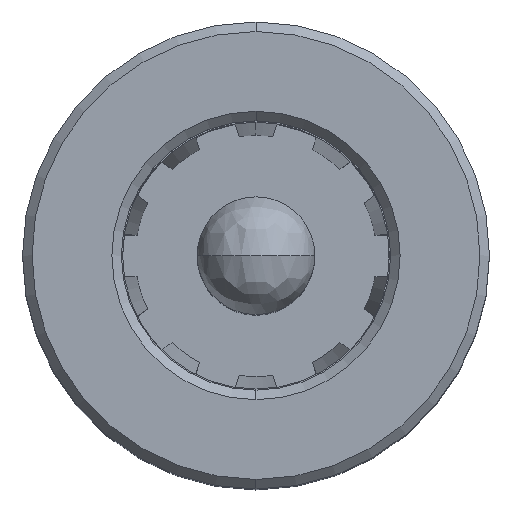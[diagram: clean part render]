
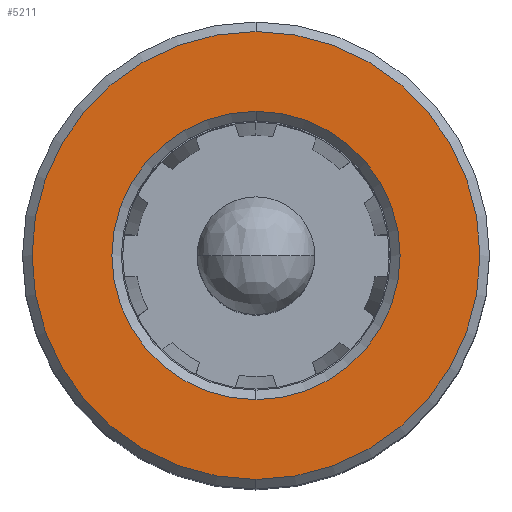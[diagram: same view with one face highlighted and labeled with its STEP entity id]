
A CAD part, top view. The second image highlights one B-rep face of the part: STEP entity #5211.
In plain terms, the highlighted face is planar.
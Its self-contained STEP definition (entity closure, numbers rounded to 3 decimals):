
#54 = VERTEX_POINT ( 'NONE', #5391 ) ;
#100 = EDGE_CURVE ( 'NONE', #54, #1242, #766, .T. ) ;
#114 = DIRECTION ( 'NONE',  ( -1., 0., 0. ) ) ;
#129 = DIRECTION ( 'NONE',  ( 0., 0., 1. ) ) ;
#138 = CARTESIAN_POINT ( 'NONE',  ( 1., 0., 3.025 ) ) ;
#155 = CARTESIAN_POINT ( 'NONE',  ( 1., 2.825, 0. ) ) ;
#175 = ORIENTED_EDGE ( 'NONE', *, *, #100, .T. ) ;
#191 = FACE_BOUND ( 'NONE', #1815, .T. ) ;
#239 = AXIS2_PLACEMENT_3D ( 'NONE', #155, #5896, #5873 ) ;
#451 = EDGE_CURVE ( 'NONE', #3256, #5358, #3309, .T. ) ;
#724 = CARTESIAN_POINT ( 'NONE',  ( 1., 0., 4.7 ) ) ;
#766 = CIRCLE ( 'NONE', #2048, 3.025 ) ;
#977 = DIRECTION ( 'NONE',  ( 0., 0., 1. ) ) ;
#1020 = AXIS2_PLACEMENT_3D ( 'NONE', #3293, #114, #129 ) ;
#1242 = VERTEX_POINT ( 'NONE', #138 ) ;
#1532 = AXIS2_PLACEMENT_3D ( 'NONE', #3348, #6158, #977 ) ;
#1603 = DIRECTION ( 'NONE',  ( 0., 0., 1. ) ) ;
#1631 = EDGE_LOOP ( 'NONE', ( #2593, #4144 ) ) ;
#1815 = EDGE_LOOP ( 'NONE', ( #4150, #175 ) ) ;
#1986 = DIRECTION ( 'NONE',  ( 1., 0., 0. ) ) ;
#2048 = AXIS2_PLACEMENT_3D ( 'NONE', #3092, #1986, #1603 ) ;
#2593 = ORIENTED_EDGE ( 'NONE', *, *, #451, .T. ) ;
#2894 = CIRCLE ( 'NONE', #1532, 3.025 ) ;
#3092 = CARTESIAN_POINT ( 'NONE',  ( 1., 0., 0. ) ) ;
#3256 = VERTEX_POINT ( 'NONE', #4304 ) ;
#3293 = CARTESIAN_POINT ( 'NONE',  ( 1., 0., 0. ) ) ;
#3309 = CIRCLE ( 'NONE', #1020, 4.7 ) ;
#3348 = CARTESIAN_POINT ( 'NONE',  ( 1., 0., 0. ) ) ;
#3593 = EDGE_CURVE ( 'NONE', #1242, #54, #2894, .T. ) ;
#3869 = AXIS2_PLACEMENT_3D ( 'NONE', #6115, #5335, #5192 ) ;
#4144 = ORIENTED_EDGE ( 'NONE', *, *, #4534, .T. ) ;
#4150 = ORIENTED_EDGE ( 'NONE', *, *, #3593, .T. ) ;
#4244 = FACE_OUTER_BOUND ( 'NONE', #1631, .T. ) ;
#4304 = CARTESIAN_POINT ( 'NONE',  ( 1., 0., -4.7 ) ) ;
#4534 = EDGE_CURVE ( 'NONE', #5358, #3256, #4718, .T. ) ;
#4718 = CIRCLE ( 'NONE', #3869, 4.7 ) ;
#5192 = DIRECTION ( 'NONE',  ( 0., 0., 1. ) ) ;
#5211 = ADVANCED_FACE ( 'NONE', ( #4244, #191 ), #5529, .T. ) ;
#5335 = DIRECTION ( 'NONE',  ( -1., 0., 0. ) ) ;
#5358 = VERTEX_POINT ( 'NONE', #724 ) ;
#5391 = CARTESIAN_POINT ( 'NONE',  ( 1., 0., -3.025 ) ) ;
#5529 = PLANE ( 'NONE',  #239 ) ;
#5873 = DIRECTION ( 'NONE',  ( 0., 0., 1. ) ) ;
#5896 = DIRECTION ( 'NONE',  ( -1., 0., 0. ) ) ;
#6115 = CARTESIAN_POINT ( 'NONE',  ( 1., 0., 0. ) ) ;
#6158 = DIRECTION ( 'NONE',  ( 1., 0., 0. ) ) ;
